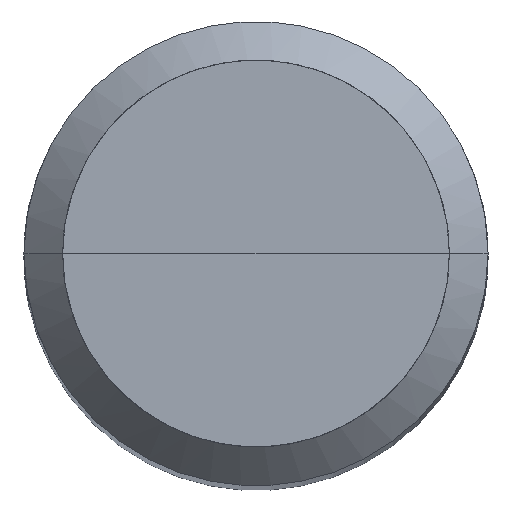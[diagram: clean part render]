
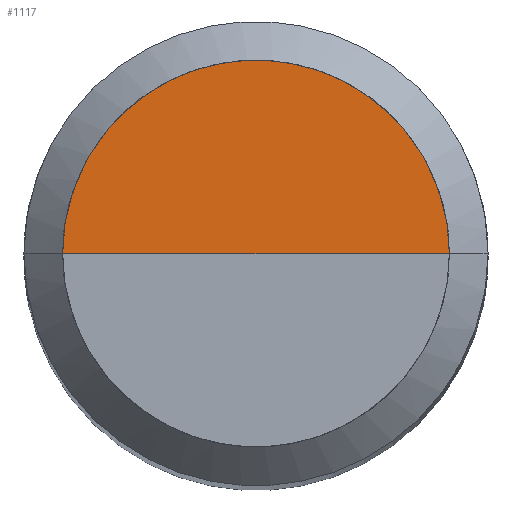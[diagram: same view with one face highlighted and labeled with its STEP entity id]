
A CAD part, top view. The second image highlights one B-rep face of the part: STEP entity #1117.
In plain terms, the highlighted free-form (B-spline) face has degree [1, 2] with [2, 5] control points.
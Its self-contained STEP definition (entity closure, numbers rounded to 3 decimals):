
#852=CARTESIAN_POINT('',(2.5,0.0,36.0));
#853=CARTESIAN_POINT('',(2.5,2.5,36.0));
#854=CARTESIAN_POINT('',(0.0,2.5,36.0));
#855=CARTESIAN_POINT('',(-2.5,2.5,36.0));
#856=CARTESIAN_POINT('',(-2.5,0.0,36.0));
#857=CARTESIAN_POINT('',(0.0,0.0,36.0));
#1102=(
BOUNDED_SURFACE()
B_SPLINE_SURFACE(1,2,(
(#852,#853,#854,#855,#856),
(#857,#857,#857,#857,#857)
), .UNSPECIFIED.,.F.,.F.,.F.)
B_SPLINE_SURFACE_WITH_KNOTS((2,2),(3,2,3),(
0.0,1.0),(
0.0,0.5,1.0), .UNSPECIFIED.)
GEOMETRIC_REPRESENTATION_ITEM()
RATIONAL_B_SPLINE_SURFACE(((1.0,0.707,1.0,0.707,1.0),
(1.0,0.707,1.0,0.707,1.0)
))
REPRESENTATION_ITEM('')
SURFACE()
);
#1103=(
BOUNDED_CURVE()
B_SPLINE_CURVE(2,(#856,#855,#854,#853,#852),.UNSPECIFIED.,.F.,.F.)
B_SPLINE_CURVE_WITH_KNOTS((3,2,3),
(0.0,0.5,1.0),.UNSPECIFIED.)
CURVE()
GEOMETRIC_REPRESENTATION_ITEM()
RATIONAL_B_SPLINE_CURVE((1.0,0.707,1.0,0.707,1.0))
REPRESENTATION_ITEM('')
);
#1104=(
BOUNDED_CURVE()
B_SPLINE_CURVE(1,(#852,#857),.UNSPECIFIED.,.F.,.F.)
B_SPLINE_CURVE_WITH_KNOTS((2,2),
(0.0,1.0),.UNSPECIFIED.)
CURVE()
GEOMETRIC_REPRESENTATION_ITEM()
RATIONAL_B_SPLINE_CURVE((1.0,1.0))
REPRESENTATION_ITEM('')
);
#1105=(
BOUNDED_CURVE()
B_SPLINE_CURVE(1,(#857,#856),.UNSPECIFIED.,.F.,.F.)
B_SPLINE_CURVE_WITH_KNOTS((2,2),
(0.0,1.0),.UNSPECIFIED.)
CURVE()
GEOMETRIC_REPRESENTATION_ITEM()
RATIONAL_B_SPLINE_CURVE((1.0,1.0))
REPRESENTATION_ITEM('')
);
#1106=VERTEX_POINT('',#852);
#1107=VERTEX_POINT('',#856);
#1108=VERTEX_POINT('',#857);
#1109=EDGE_CURVE('',#1107,#1106,#1103,.T.);
#1110=EDGE_CURVE('',#1106,#1108,#1104,.T.);
#1111=EDGE_CURVE('',#1108,#1107,#1105,.T.);
#1112=ORIENTED_EDGE('',*,*,#1109,.T.);
#1113=ORIENTED_EDGE('',*,*,#1110,.T.);
#1114=ORIENTED_EDGE('',*,*,#1111,.T.);
#1115=EDGE_LOOP('',(#1112,#1113,#1114));
#1116=FACE_OUTER_BOUND('',#1115,.T.);
#1117=ADVANCED_FACE('',(#1116),#1102,.T.);
